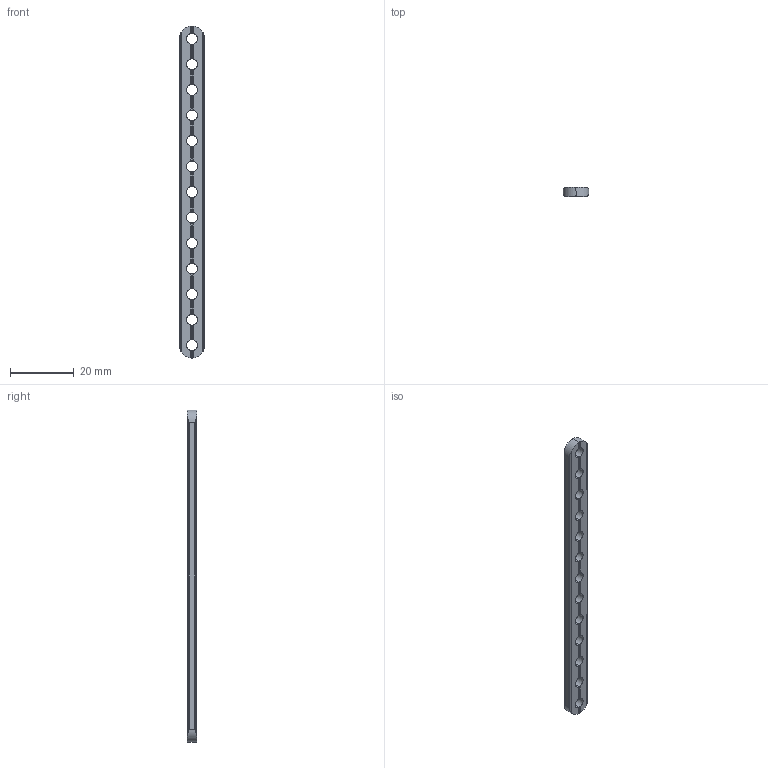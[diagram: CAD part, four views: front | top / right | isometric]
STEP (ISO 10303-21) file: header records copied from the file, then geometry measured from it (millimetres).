
FILE_DESCRIPTION (( 'STEP AP203' ), '1' );
FILE_NAME ('REV-41-1696.STEP', '2019-07-11T23:37:23', ( '' ), ( '' ), 'SwSTEP 2.0', 'SolidWorks 2018', '' );
FILE_SCHEMA (( 'CONFIG_CONTROL_DESIGN' ));
Length unit declared in the file: millimetre
Products named in the file (1): REV-41-1696
Bounding box: 8 x 2.9 x 104 mm (x, y, z)
Volume: 1972.6 mm3; surface area: 2316.2 mm2
Topology: 1 solids, 1 shells, 187 faces, 633 edges, 422 vertices
Faces by surface type: cylinder 121, plane 66
Entity records: 7666 total; most frequent: CARTESIAN_POINT 2829, ORIENTED_EDGE 1266, DIRECTION 711, EDGE_CURVE 633, VERTEX_POINT 422, AXIS2_PLACEMENT_3D 248, B_SPLINE_CURVE_WITH_KNOTS 238, VECTOR 215
